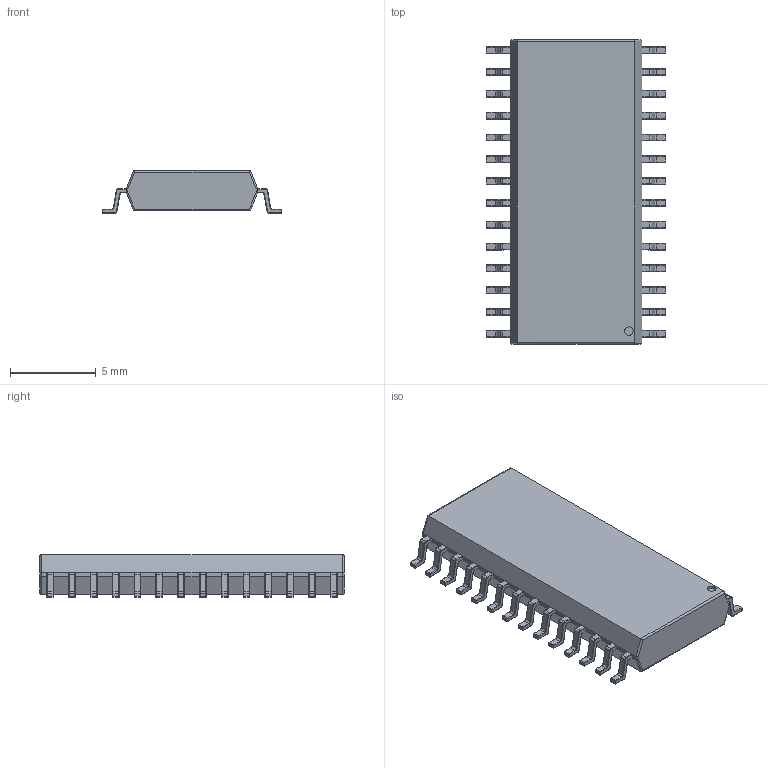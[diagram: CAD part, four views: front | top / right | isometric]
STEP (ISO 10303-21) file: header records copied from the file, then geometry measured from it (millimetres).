
FILE_DESCRIPTION(/* description */ (''),/* implementation_level */ '2;1');
FILE_NAME(/* name */ 'SOP28.stp',/* time_stamp */ '2020-04-01T15:53:41+02:00',/* author */ ('sawaiz'),/* organization */ (''),/* preprocessor_version */ 'ST-DEVELOPER v18',/* originating_system */ 'Autodesk Inventor 2020',/* authorisation */ '');
FILE_SCHEMA (('AUTOMOTIVE_DESIGN { 1 0 10303 214 3 1 1 }'));
Length unit declared in the file: millimetre
Products named in the file (1): SOIC-16-N
Bounding box: 10.45 x 17.7 x 2.5 mm (x, y, z)
Volume: 309.3 mm3; surface area: 450.6 mm2
Topology: 29 solids, 29 shells, 1204 faces, 2637 edges, 1492 vertices
Faces by surface type: cylinder 577, plane 291, torus 224, sphere 112
Full cylindrical faces by diameter (mm): 0.5 x1
Entity records: 32846 total; most frequent: DIRECTION 6411, CARTESIAN_POINT 5334, ORIENTED_EDGE 5274, EDGE_CURVE 2637, AXIS2_PLACEMENT_3D 2569, VERTEX_POINT 1492, CIRCLE 1348, LINE 1273
